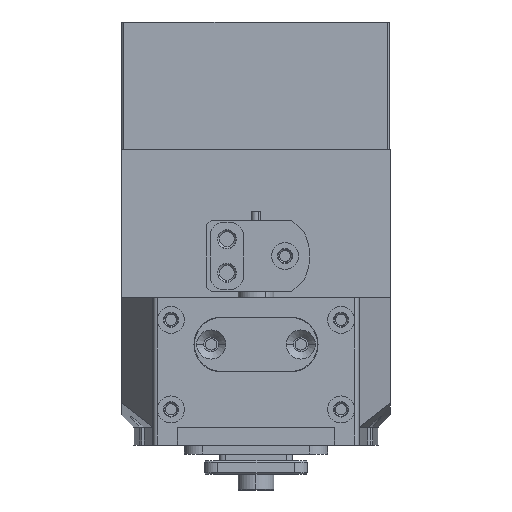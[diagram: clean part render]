
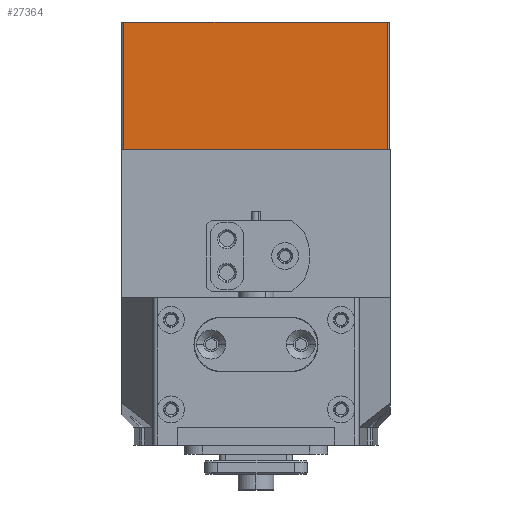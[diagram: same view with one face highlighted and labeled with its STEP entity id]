
A CAD part, left-side view. The second image highlights one B-rep face of the part: STEP entity #27364.
In plain terms, the highlighted planar face has unit normal (-1, 0, 0).
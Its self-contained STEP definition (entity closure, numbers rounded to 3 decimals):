
#1974 = ORIENTED_EDGE ( 'NONE', *, *, #14171, .T. ) ;
#2773 = LINE ( 'NONE', #22673, #51099 ) ;
#3124 = CARTESIAN_POINT ( 'NONE',  ( -58.28, 36.686, 155.241 ) ) ;
#3650 = VERTEX_POINT ( 'NONE', #12723 ) ;
#5247 = LINE ( 'NONE', #3124, #22559 ) ;
#8101 = VECTOR ( 'NONE', #49556, 1000. ) ;
#8409 = EDGE_CURVE ( 'NONE', #37783, #43913, #2773, .T. ) ;
#8556 = EDGE_CURVE ( 'NONE', #43913, #13356, #5247, .T. ) ;
#12723 = CARTESIAN_POINT ( 'NONE',  ( -58.28, -22.614, 183.641 ) ) ;
#13356 = VERTEX_POINT ( 'NONE', #35933 ) ;
#14171 = EDGE_CURVE ( 'NONE', #13356, #3650, #35692, .T. ) ;
#14939 = DIRECTION ( 'NONE',  ( 0., -1., 0. ) ) ;
#17207 = ORIENTED_EDGE ( 'NONE', *, *, #50634, .F. ) ;
#18399 = DIRECTION ( 'NONE',  ( 1., 0., 0. ) ) ;
#18599 = LINE ( 'NONE', #29779, #8101 ) ;
#18722 = CARTESIAN_POINT ( 'NONE',  ( -58.28, 36.686, 183.641 ) ) ;
#18757 = DIRECTION ( 'NONE',  ( 0., 0., 1. ) ) ;
#19389 = ORIENTED_EDGE ( 'NONE', *, *, #8556, .T. ) ;
#22113 = VECTOR ( 'NONE', #18757, 1000. ) ;
#22128 = EDGE_LOOP ( 'NONE', ( #19389, #1974, #17207, #28194 ) ) ;
#22559 = VECTOR ( 'NONE', #43401, 1000. ) ;
#22673 = CARTESIAN_POINT ( 'NONE',  ( -58.28, 36.186, 183.641 ) ) ;
#27364 = ADVANCED_FACE ( 'NONE', ( #37430 ), #33946, .F. ) ;
#28194 = ORIENTED_EDGE ( 'NONE', *, *, #8409, .T. ) ;
#29779 = CARTESIAN_POINT ( 'NONE',  ( -58.28, 36.686, 183.641 ) ) ;
#33946 = PLANE ( 'NONE',  #38180 ) ;
#35692 = LINE ( 'NONE', #46273, #22113 ) ;
#35933 = CARTESIAN_POINT ( 'NONE',  ( -58.28, -22.614, 155.241 ) ) ;
#36589 = CARTESIAN_POINT ( 'NONE',  ( -58.28, 36.186, 183.641 ) ) ;
#37430 = FACE_OUTER_BOUND ( 'NONE', #22128, .T. ) ;
#37783 = VERTEX_POINT ( 'NONE', #36589 ) ;
#37860 = DIRECTION ( 'NONE',  ( 0., 0., -1. ) ) ;
#38180 = AXIS2_PLACEMENT_3D ( 'NONE', #18722, #18399, #14939 ) ;
#43401 = DIRECTION ( 'NONE',  ( 0., -1., 0. ) ) ;
#43913 = VERTEX_POINT ( 'NONE', #44349 ) ;
#44349 = CARTESIAN_POINT ( 'NONE',  ( -58.28, 36.186, 155.241 ) ) ;
#46273 = CARTESIAN_POINT ( 'NONE',  ( -58.28, -22.614, 183.641 ) ) ;
#49556 = DIRECTION ( 'NONE',  ( 0., -1., 0. ) ) ;
#50634 = EDGE_CURVE ( 'NONE', #37783, #3650, #18599, .T. ) ;
#51099 = VECTOR ( 'NONE', #37860, 1000. ) ;
